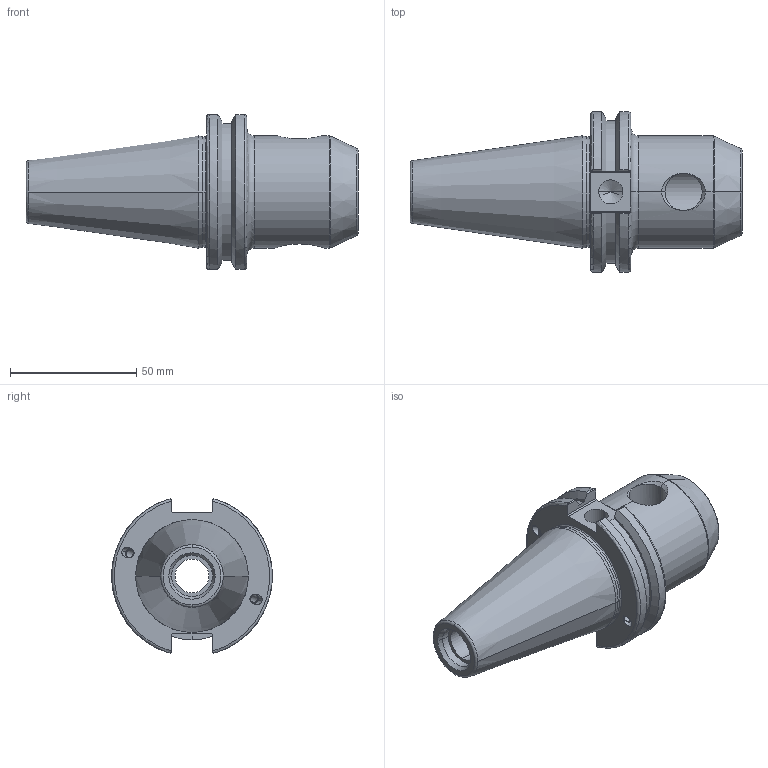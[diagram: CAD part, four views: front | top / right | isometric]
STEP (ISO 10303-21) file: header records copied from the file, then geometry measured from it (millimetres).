
FILE_DESCRIPTION((''),'2;1');
FILE_NAME('CAT40ADB-EMH19_05C-63-PB15','2020-12-03T09:27:43',('user'),(''),'CREO PARAMETRIC BY PTC INC, 2018400','CREO PARAMETRIC BY PTC INC, 2018400','');
FILE_SCHEMA(('CONFIG_CONTROL_DESIGN'));
Length unit declared in the file: millimetre
Products named in the file (1): CAT40ADB-EMH19_05C-63-PB15
Bounding box: 131.25 x 63.5 x 61.09 mm (x, y, z)
Volume: 139525.5 mm3; surface area: 31335.4 mm2
Topology: 1 solids, 1 shells, 130 faces, 351 edges, 219 vertices
Faces by surface type: cylinder 50, plane 38, cone 22, torus 18, sphere 2
Entity records: 4639 total; most frequent: CARTESIAN_POINT 1393, ORIENTED_EDGE 686, DIRECTION 658, EDGE_CURVE 343, AXIS2_PLACEMENT_3D 267, VERTEX_POINT 219, EDGE_LOOP 150, CIRCLE 137
